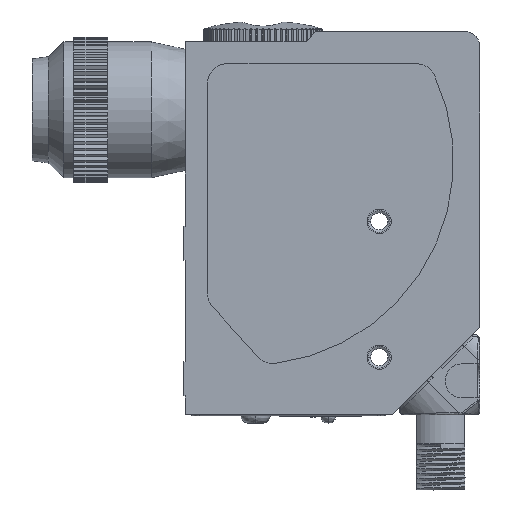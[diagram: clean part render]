
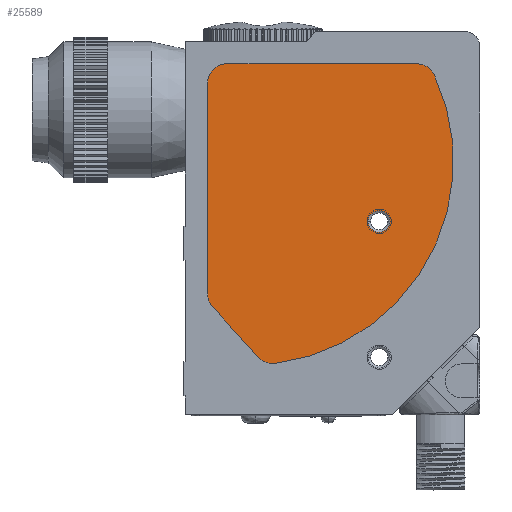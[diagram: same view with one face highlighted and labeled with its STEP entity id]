
A CAD part, left-side view. The second image highlights one B-rep face of the part: STEP entity #25589.
In plain terms, the highlighted planar face has unit normal (-1, 0, 0).
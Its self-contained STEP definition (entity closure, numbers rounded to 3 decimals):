
#6634=CARTESIAN_POINT('',(-15.45,21.75,-13.549));
#6635=DIRECTION('',(-1.,0.,0.));
#6636=DIRECTION('',(0.,1.,0.));
#6637=AXIS2_PLACEMENT_3D('',#6634,#6635,#6636);
#6639=DIRECTION('',(0.,0.,1.));
#6640=VECTOR('',#6639,43.449);
#6641=CARTESIAN_POINT('',(-15.45,25.75,-13.549));
#6642=LINE('',#6641,#6640);
#6643=CARTESIAN_POINT('',(-15.45,21.75,29.9));
#6644=DIRECTION('',(-1.,0.,0.));
#6645=DIRECTION('',(0.,0.,1.));
#6646=AXIS2_PLACEMENT_3D('',#6643,#6644,#6645);
#6648=DIRECTION('',(0.,-1.,0.));
#6649=VECTOR('',#6648,39.144);
#6650=CARTESIAN_POINT('',(-15.45,21.75,33.9));
#6651=LINE('',#6650,#6649);
#6652=CARTESIAN_POINT('',(-15.45,-17.394,29.9));
#6653=DIRECTION('',(-1.,0.,0.));
#6654=DIRECTION('',(0.,-0.906,0.424));
#6655=AXIS2_PLACEMENT_3D('',#6652,#6653,#6654);
#6657=CARTESIAN_POINT('',(-15.45,17.019,13.783));
#6658=DIRECTION('',(1.,0.,0.));
#6659=DIRECTION('',(0.,-0.906,0.424));
#6660=AXIS2_PLACEMENT_3D('',#6657,#6658,#6659);
#6662=CARTESIAN_POINT('',(-15.45,12.284,-23.921));
#6663=DIRECTION('',(-1.,0.,0.));
#6664=DIRECTION('',(0.,0.739,-0.674));
#6665=AXIS2_PLACEMENT_3D('',#6662,#6663,#6664);
#6667=DIRECTION('',(0.,0.674,0.739));
#6668=VECTOR('',#6667,14.042);
#6669=CARTESIAN_POINT('',(-15.45,15.239,-26.617));
#6670=LINE('',#6669,#6668);
#6671=CARTESIAN_POINT('',(-15.45,-9.65,1.4));
#6672=DIRECTION('',(1.,0.,0.));
#6673=DIRECTION('',(0.,-1.,0.));
#6674=AXIS2_PLACEMENT_3D('',#6671,#6672,#6673);
#6676=CARTESIAN_POINT('',(-15.45,-9.65,1.4));
#6677=DIRECTION('',(1.,0.,0.));
#6678=DIRECTION('',(0.,1.,0.));
#6679=AXIS2_PLACEMENT_3D('',#6676,#6677,#6678);
#10199=CARTESIAN_POINT('',(-15.45,-11.9,1.4));
#10200=VERTEX_POINT('',#10199);
#10203=CARTESIAN_POINT('',(-15.45,-7.4,1.4));
#10204=VERTEX_POINT('',#10203);
#10245=CARTESIAN_POINT('',(-15.45,25.75,-13.549));
#10247=VERTEX_POINT('',#10245);
#10249=CARTESIAN_POINT('',(-15.45,24.705,-16.246));
#10250=VERTEX_POINT('',#10249);
#10253=CARTESIAN_POINT('',(-15.45,15.239,-26.617));
#10255=VERTEX_POINT('',#10253);
#10257=CARTESIAN_POINT('',(-15.45,11.786,-27.89));
#10258=VERTEX_POINT('',#10257);
#10261=CARTESIAN_POINT('',(-15.45,21.75,33.9));
#10263=VERTEX_POINT('',#10261);
#10265=CARTESIAN_POINT('',(-15.45,25.75,29.9));
#10266=VERTEX_POINT('',#10265);
#10269=CARTESIAN_POINT('',(-15.45,-21.016,31.597));
#10271=VERTEX_POINT('',#10269);
#10273=CARTESIAN_POINT('',(-15.45,-17.394,33.9));
#10274=VERTEX_POINT('',#10273);
#25562=CARTESIAN_POINT('',(-15.45,0.,0.));
#25563=DIRECTION('',(1.,0.,0.));
#25564=DIRECTION('',(0.,0.,-1.));
#25565=AXIS2_PLACEMENT_3D('',#25562,#25563,#25564);
#25566=PLANE('',#25565);
#25568=ORIENTED_EDGE('',*,*,#25567,.F.);
#25570=ORIENTED_EDGE('',*,*,#25569,.T.);
#25572=ORIENTED_EDGE('',*,*,#25571,.F.);
#25574=ORIENTED_EDGE('',*,*,#25573,.T.);
#25576=ORIENTED_EDGE('',*,*,#25575,.F.);
#25578=ORIENTED_EDGE('',*,*,#25577,.T.);
#25580=ORIENTED_EDGE('',*,*,#25579,.F.);
#25582=ORIENTED_EDGE('',*,*,#25581,.T.);
#25583=EDGE_LOOP('',(#25568,#25570,#25572,#25574,#25576,#25578,#25580,#25582));
#25584=FACE_OUTER_BOUND('',#25583,.F.);
#25585=ORIENTED_EDGE('',*,*,#25555,.F.);
#25586=ORIENTED_EDGE('',*,*,#25544,.F.);
#25587=EDGE_LOOP('',(#25585,#25586));
#25588=FACE_BOUND('',#25587,.F.);
#25589=ADVANCED_FACE('',(#25584,#25588),#25566,.F.);
#6638=CIRCLE('',#6637,4.);
#6647=CIRCLE('',#6646,4.);
#6656=CIRCLE('',#6655,4.);
#6661=CIRCLE('',#6660,42.);
#6666=CIRCLE('',#6665,4.);
#6675=CIRCLE('',#6674,2.25);
#6680=CIRCLE('',#6679,2.25);
#25544=EDGE_CURVE('',#10204,#10200,#6680,.T.);
#25555=EDGE_CURVE('',#10200,#10204,#6675,.T.);
#25567=EDGE_CURVE('',#10247,#10250,#6638,.T.);
#25569=EDGE_CURVE('',#10247,#10266,#6642,.T.);
#25571=EDGE_CURVE('',#10263,#10266,#6647,.T.);
#25573=EDGE_CURVE('',#10263,#10274,#6651,.T.);
#25575=EDGE_CURVE('',#10271,#10274,#6656,.T.);
#25577=EDGE_CURVE('',#10271,#10258,#6661,.T.);
#25579=EDGE_CURVE('',#10255,#10258,#6666,.T.);
#25581=EDGE_CURVE('',#10255,#10250,#6670,.T.);
